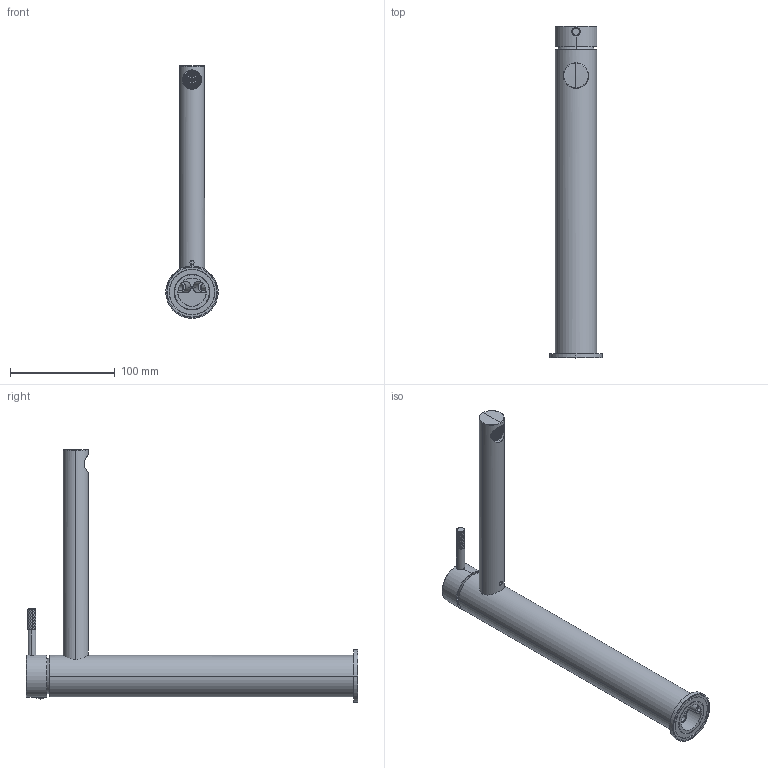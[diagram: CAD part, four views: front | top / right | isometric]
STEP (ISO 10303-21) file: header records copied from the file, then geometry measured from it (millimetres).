
FILE_DESCRIPTION((''),'2;1');
FILE_NAME('JL081CR','2025-01-22T13:29:09',('simone.bertoli'),('PAFFONI SpA'),'CREO PARAMETRIC BY PTC INC, 2022124','CREO PARAMETRIC BY PTC INC, 2022124','');
FILE_SCHEMA(('CONFIG_CONTROL_DESIGN','SHAPE_APPEARANCE_LAYERS_GROUPS'));
Length unit declared in the file: millimetre
Products named in the file (1): JL081CR
Bounding box: 50 x 316.5 x 240.9 mm (x, y, z)
Volume: 243826.5 mm3; surface area: 133334.5 mm2
Topology: 3 solids, 3 shells, 3341 faces, 8559 edges, 5262 vertices
Faces by surface type: plane 1854, cylinder 665, bspline 655, cone 104, torus 61, sphere 2
Entity records: 160506 total; most frequent: CARTESIAN_POINT 67044, ORIENTED_EDGE 17082, DIRECTION 10873, EDGE_CURVE 8541, VERTEX_POINT 5262, B_SPLINE_CURVE_WITH_KNOTS 3925, VECTOR 3731, LINE 3731
